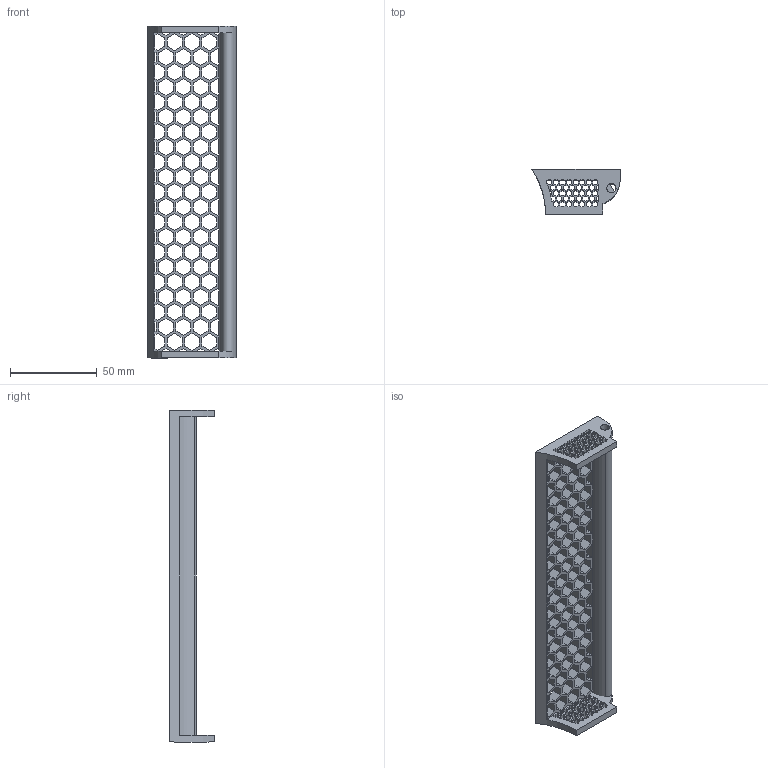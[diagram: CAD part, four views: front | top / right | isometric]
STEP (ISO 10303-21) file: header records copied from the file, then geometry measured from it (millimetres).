
FILE_DESCRIPTION(/* description */ (''),/* implementation_level */ '2;1');
FILE_NAME(/* name */ 'Trägerplatte Hälfte.stp',/* time_stamp */ '2024-01-16T20:34:04+01:00',/* author */ ('Tobi S'),/* organization */ (''),/* preprocessor_version */ 'ST-DEVELOPER v18.1',/* originating_system */ 'Autodesk Inventor 2021',/* authorisation */ '');
FILE_SCHEMA (('AUTOMOTIVE_DESIGN { 1 0 10303 214 3 1 1 }'));
Length unit declared in the file: millimetre
Products named in the file (1): Trägerplatte Hälfte
Bounding box: 51 x 26 x 191.83 mm (x, y, z)
Volume: 40654.6 mm3; surface area: 38766.9 mm2
Topology: 1 solids, 1 shells, 1050 faces, 3207 edges, 2131 vertices
Faces by surface type: plane 1037, cylinder 13
Full cylindrical faces by diameter (mm): 5.3 x1
Entity records: 35867 total; most frequent: ORIENTED_EDGE 6414, CARTESIAN_POINT 6389, DIRECTION 5340, EDGE_CURVE 3207, LINE 3176, VECTOR 3176, VERTEX_POINT 2131, EDGE_LOOP 1388
